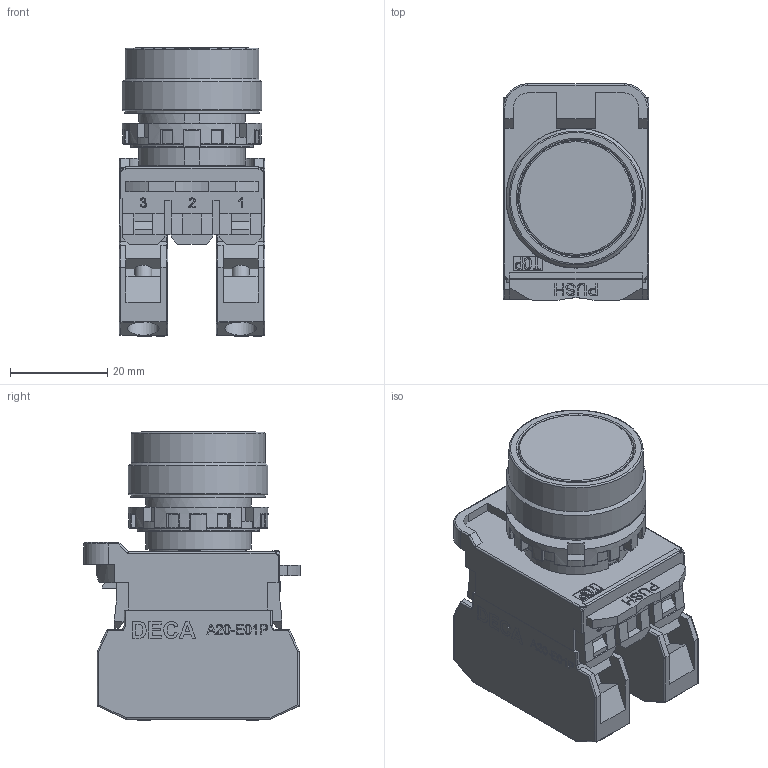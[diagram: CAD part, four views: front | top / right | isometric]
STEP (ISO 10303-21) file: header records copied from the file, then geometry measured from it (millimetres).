
FILE_DESCRIPTION( ( 'Unknown' ), '1' );
FILE_NAME( 'A20xB-x1E11-B.stp', 'Unknown', ( 'Unknown' ), ( 'Unknown' ), 'XStep 1.0', 'Unknown', ' ' );
FILE_SCHEMA( ( 'automotive_design' ) );
Length unit declared in the file: millimetre
Products named in the file (1): 6
Bounding box: 30 x 44.55 x 59.4 mm (x, y, z)
Volume: 42324.2 mm3; surface area: 14254.7 mm2
Topology: 1 solids, 1 shells, 1267 faces, 3343 edges, 2147 vertices
Faces by surface type: plane 748, cylinder 228, extrusion 182, torus 54, bspline 24, cone 17, sphere 14
Full cylindrical faces by diameter (mm): 0.4 x4, 6.5 x4, 22 x1, 23.7 x1, 24 x1, 27.6 x1, 27.8 x1, 28.8 x1
Entity records: 52757 total; most frequent: CARTESIAN_POINT 12134, ORIENTED_EDGE 6580, DIRECTION 5676, EDGE_CURVE 3290, VECTOR 2412, LINE 2230, VERTEX_POINT 2137, AXIS2_PLACEMENT_3D 1632
